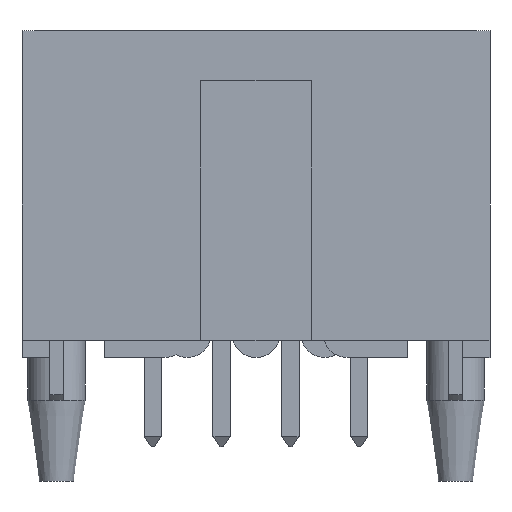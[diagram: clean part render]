
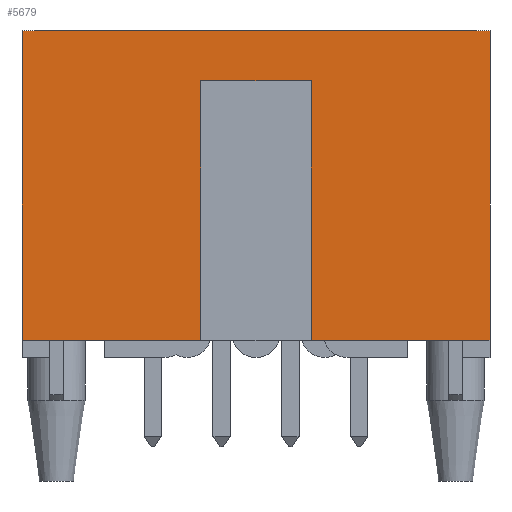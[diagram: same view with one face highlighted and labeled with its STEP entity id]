
A CAD part, front view. The second image highlights one B-rep face of the part: STEP entity #5679.
In plain terms, the highlighted planar face has unit normal (0, -1, 0).
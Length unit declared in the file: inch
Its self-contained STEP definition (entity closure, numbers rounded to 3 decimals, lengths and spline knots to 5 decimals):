
#228=FACE_OUTER_BOUND('',#570,.T.);
#570=EDGE_LOOP('',(#4036,#4037,#4038,#4039,#4040,#4041,#4042,#4043));
#809=LINE('',#7773,#1520);
#813=LINE('',#7781,#1524);
#1068=LINE('',#8376,#1779);
#1092=LINE('',#8488,#1803);
#1112=LINE('',#8525,#1823);
#1127=LINE('',#8555,#1838);
#1128=LINE('',#8557,#1839);
#1129=LINE('',#8558,#1840);
#1520=VECTOR('',#6307,0.26);
#1524=VECTOR('',#6311,0.26);
#1779=VECTOR('',#6750,0.45);
#1803=VECTOR('',#6812,0.45);
#1823=VECTOR('',#6848,0.68);
#1838=VECTOR('',#6865,0.377);
#1839=VECTOR('',#6866,0.377);
#1840=VECTOR('',#6867,0.16);
#2231=VERTEX_POINT('',#7770);
#2232=VERTEX_POINT('',#7772);
#2235=VERTEX_POINT('',#7778);
#2236=VERTEX_POINT('',#7780);
#2438=VERTEX_POINT('',#8374);
#2461=VERTEX_POINT('',#8487);
#2484=VERTEX_POINT('',#8554);
#2485=VERTEX_POINT('',#8556);
#2701=EDGE_CURVE('',#2232,#2231,#809,.T.);
#2705=EDGE_CURVE('',#2236,#2235,#813,.T.);
#2982=EDGE_CURVE('',#2231,#2438,#1068,.T.);
#3018=EDGE_CURVE('',#2236,#2461,#1092,.T.);
#3038=EDGE_CURVE('',#2461,#2438,#1112,.T.);
#3053=EDGE_CURVE('',#2232,#2484,#1127,.T.);
#3054=EDGE_CURVE('',#2235,#2485,#1128,.T.);
#3055=EDGE_CURVE('',#2484,#2485,#1129,.T.);
#4036=ORIENTED_EDGE('',*,*,#3053,.F.);
#4037=ORIENTED_EDGE('',*,*,#2701,.T.);
#4038=ORIENTED_EDGE('',*,*,#2982,.T.);
#4039=ORIENTED_EDGE('',*,*,#3038,.F.);
#4040=ORIENTED_EDGE('',*,*,#3018,.F.);
#4041=ORIENTED_EDGE('',*,*,#2705,.T.);
#4042=ORIENTED_EDGE('',*,*,#3054,.T.);
#4043=ORIENTED_EDGE('',*,*,#3055,.F.);
#5075=PLANE('',#6043);
#5679=ADVANCED_FACE('',(#228),#5075,.T.);
#6043=AXIS2_PLACEMENT_3D('',#8553,#6863,#6864);
#6307=DIRECTION('',(1.,0.,0.));
#6311=DIRECTION('',(1.,0.,0.));
#6750=DIRECTION('',(0.,0.,1.));
#6812=DIRECTION('',(0.,0.,1.));
#6848=DIRECTION('',(1.,0.,0.));
#6863=DIRECTION('center_axis',(0.,-1.,0.));
#6864=DIRECTION('ref_axis',(1.,0.,0.));
#6865=DIRECTION('',(0.,0.,1.));
#6866=DIRECTION('',(0.,0.,1.));
#6867=DIRECTION('',(-1.,0.,0.));
#7770=CARTESIAN_POINT('',(0.34,-0.21,-0.225));
#7772=CARTESIAN_POINT('',(0.08,-0.21,-0.225));
#7773=CARTESIAN_POINT('',(0.08,-0.21,-0.225));
#7778=CARTESIAN_POINT('',(-0.08,-0.21,-0.225));
#7780=CARTESIAN_POINT('',(-0.34,-0.21,-0.225));
#7781=CARTESIAN_POINT('',(-0.34,-0.21,-0.225));
#8374=CARTESIAN_POINT('',(0.34,-0.21,0.225));
#8376=CARTESIAN_POINT('',(0.34,-0.21,-0.225));
#8487=CARTESIAN_POINT('',(-0.34,-0.21,0.225));
#8488=CARTESIAN_POINT('',(-0.34,-0.21,-0.225));
#8525=CARTESIAN_POINT('',(-0.34,-0.21,0.225));
#8553=CARTESIAN_POINT('Origin',(-0.34,-0.21,-0.225));
#8554=CARTESIAN_POINT('',(0.08,-0.21,0.152));
#8555=CARTESIAN_POINT('',(0.08,-0.21,-0.225));
#8556=CARTESIAN_POINT('',(-0.08,-0.21,0.152));
#8557=CARTESIAN_POINT('',(-0.08,-0.21,-0.225));
#8558=CARTESIAN_POINT('',(0.08,-0.21,0.152));
